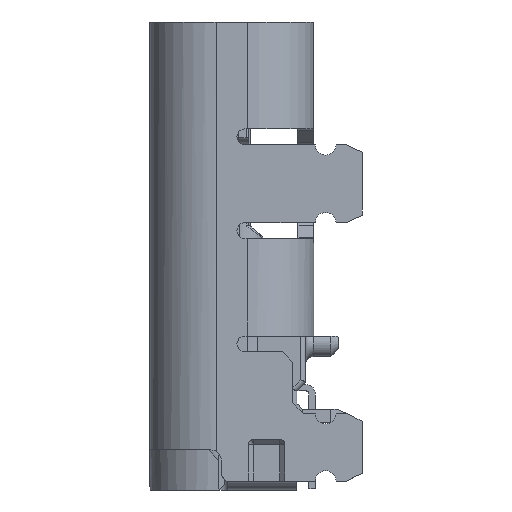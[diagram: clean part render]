
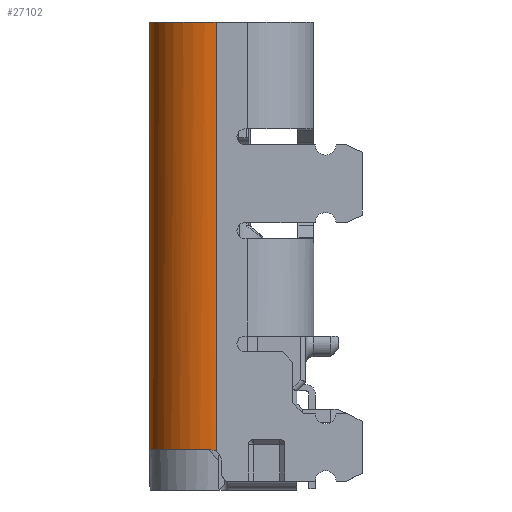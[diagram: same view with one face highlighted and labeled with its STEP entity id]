
A CAD part, left-side view. The second image highlights one B-rep face of the part: STEP entity #27102.
In plain terms, the highlighted cylindrical face has radius 1.27 mm (diameter 2.54 mm), a partial arc.
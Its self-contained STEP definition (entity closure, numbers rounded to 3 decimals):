
#14 = AXIS2_PLACEMENT_3D ( 'NONE', #15363, #22290, #8730 ) ;
#1733 = CARTESIAN_POINT ( 'NONE',  ( -3.2, 1.57, -3.3 ) ) ;
#2019 = DIRECTION ( 'NONE',  ( 0., 0., 1. ) ) ;
#2099 = ORIENTED_EDGE ( 'NONE', *, *, #19908, .T. ) ;
#3090 = EDGE_CURVE ( 'NONE', #8170, #26135, #20480, .T. ) ;
#3187 = CARTESIAN_POINT ( 'NONE',  ( -3.2, 0.3, -2.7 ) ) ;
#3241 = CIRCLE ( 'NONE', #18309, 1.27 ) ;
#4385 = EDGE_CURVE ( 'NONE', #26325, #19235, #17577, .T. ) ;
#4596 = ORIENTED_EDGE ( 'NONE', *, *, #21576, .F. ) ;
#4611 = LINE ( 'NONE', #1733, #28102 ) ;
#4678 = CARTESIAN_POINT ( 'NONE',  ( -4.47, 0.3, -2.727 ) ) ;
#4865 = DIRECTION ( 'NONE',  ( 0., 0., 1. ) ) ;
#7096 = CARTESIAN_POINT ( 'NONE',  ( -4.47, 0.3, -3.3 ) ) ;
#8107 = FACE_OUTER_BOUND ( 'NONE', #21948, .T. ) ;
#8170 = VERTEX_POINT ( 'NONE', #4678 ) ;
#8461 = CARTESIAN_POINT ( 'NONE',  ( -4.47, 0.3, -2.727 ) ) ;
#8730 = DIRECTION ( 'NONE',  ( -1., 0., 0. ) ) ;
#9109 = CARTESIAN_POINT ( 'NONE',  ( -4.47, 0.3, 5.5 ) ) ;
#9874 = ORIENTED_EDGE ( 'NONE', *, *, #9931, .F. ) ;
#9931 = EDGE_CURVE ( 'NONE', #19235, #23752, #4611, .T. ) ;
#10770 = DIRECTION ( 'NONE',  ( 0., 0., 1. ) ) ;
#14499 = VECTOR ( 'NONE', #4865, 1000. ) ;
#15363 = CARTESIAN_POINT ( 'NONE',  ( -3.2, 0.3, 24.729 ) ) ;
#17477 = CARTESIAN_POINT ( 'NONE',  ( -4.469, 0.357, -2.702 ) ) ;
#17577 = CIRCLE ( 'NONE', #20127, 1.27 ) ;
#17856 = CARTESIAN_POINT ( 'NONE',  ( -4.466, 0.4, -2.7 ) ) ;
#18142 = CARTESIAN_POINT ( 'NONE',  ( -3.2, 1.57, -2.7 ) ) ;
#18309 = AXIS2_PLACEMENT_3D ( 'NONE', #19910, #2019, #29109 ) ;
#18830 = CARTESIAN_POINT ( 'NONE',  ( -4.466, 0.4, -2.7 ) ) ;
#19235 = VERTEX_POINT ( 'NONE', #18142 ) ;
#19305 = DIRECTION ( 'NONE',  ( 0., 0., -1. ) ) ;
#19908 = EDGE_CURVE ( 'NONE', #26325, #8170, #21760, .T. ) ;
#19910 = CARTESIAN_POINT ( 'NONE',  ( -3.2, 0.3, 5.5 ) ) ;
#20127 = AXIS2_PLACEMENT_3D ( 'NONE', #3187, #19305, #21277 ) ;
#20480 = LINE ( 'NONE', #7096, #14499 ) ;
#21277 = DIRECTION ( 'NONE',  ( -1., 0., 0. ) ) ;
#21576 = EDGE_CURVE ( 'NONE', #23752, #26135, #3241, .T. ) ;
#21760 = B_SPLINE_CURVE_WITH_KNOTS ( 'NONE', 3,
 ( #17856, #17477, #26603, #8461 ),
 .UNSPECIFIED., .F., .F.,
 ( 4, 4 ),
 ( 0., 1. ),
 .UNSPECIFIED. ) ;
#21948 = EDGE_LOOP ( 'NONE', ( #29144, #2099, #26981, #4596, #9874 ) ) ;
#22290 = DIRECTION ( 'NONE',  ( 0., 0., -1. ) ) ;
#22467 = CARTESIAN_POINT ( 'NONE',  ( -3.2, 1.57, 5.5 ) ) ;
#23696 = CYLINDRICAL_SURFACE ( 'NONE', #14, 1.27 ) ;
#23752 = VERTEX_POINT ( 'NONE', #22467 ) ;
#26135 = VERTEX_POINT ( 'NONE', #9109 ) ;
#26325 = VERTEX_POINT ( 'NONE', #18830 ) ;
#26603 = CARTESIAN_POINT ( 'NONE',  ( -4.47, 0.335, -2.708 ) ) ;
#26981 = ORIENTED_EDGE ( 'NONE', *, *, #3090, .T. ) ;
#27102 = ADVANCED_FACE ( 'NONE', ( #8107 ), #23696, .T. ) ;
#28102 = VECTOR ( 'NONE', #10770, 1000. ) ;
#29109 = DIRECTION ( 'NONE',  ( -1., 0., 0. ) ) ;
#29144 = ORIENTED_EDGE ( 'NONE', *, *, #4385, .F. ) ;
